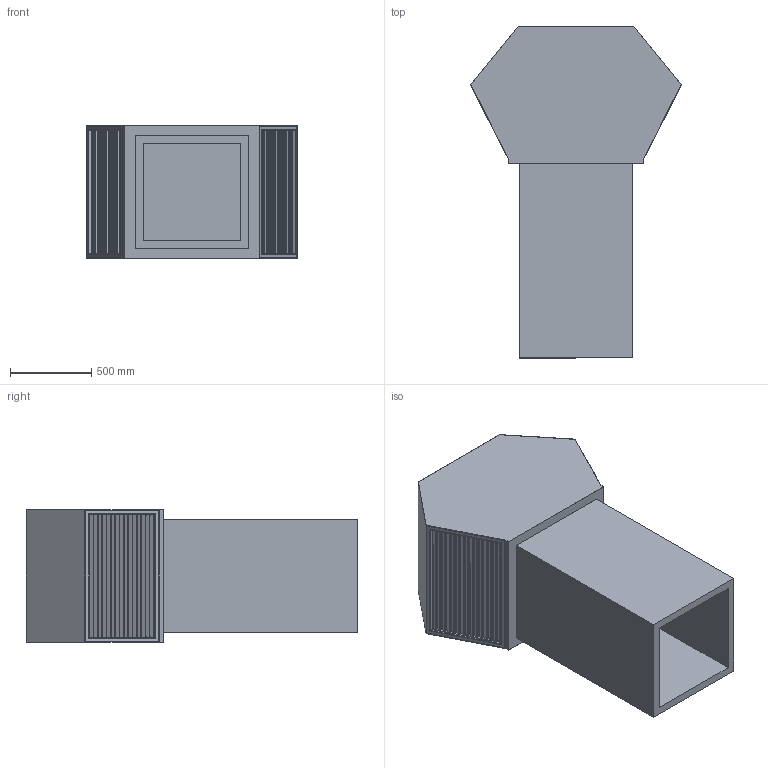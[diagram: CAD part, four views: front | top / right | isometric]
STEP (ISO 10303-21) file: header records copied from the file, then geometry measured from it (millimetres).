
FILE_DESCRIPTION (( 'STEP AP214' ), '1' );
FILE_NAME ('TBHA4.STEP', '2014-06-24T11:50:59', ( '' ), ( '' ), 'SwSTEP 2.0', 'SolidWorks 2014', '' );
FILE_SCHEMA (( 'AUTOMOTIVE_DESIGN' ));
Length unit declared in the file: millimetre
Products named in the file (5): galler 3m_TBHA4; tLamell-200_760; GH ram_TBHA4; TBHA2_TBHA 4; TBHA4
Assembly tree (19 placements, depth 3):
  TBHA4
    TBHA2_TBHA 4
    galler 3m_TBHA4  x2
      GH ram_TBHA4
      tLamell-200_760
Bounding box: 1300 x 2047.35 x 820 mm (x, y, z)
Volume: 163143947.1 mm3; surface area: 17435606.9 mm2
Topology: 41 solids, 41 shells, 862 faces, 1840 edges, 1064 vertices
Faces by surface type: plane 678, cylinder 184
Entity records: 3602 total; most frequent: CARTESIAN_POINT 589, DIRECTION 568, ORIENTED_EDGE 548, EDGE_CURVE 274, LINE 258, VECTOR 258, VERTEX_POINT 176, AXIS2_PLACEMENT_3D 155
